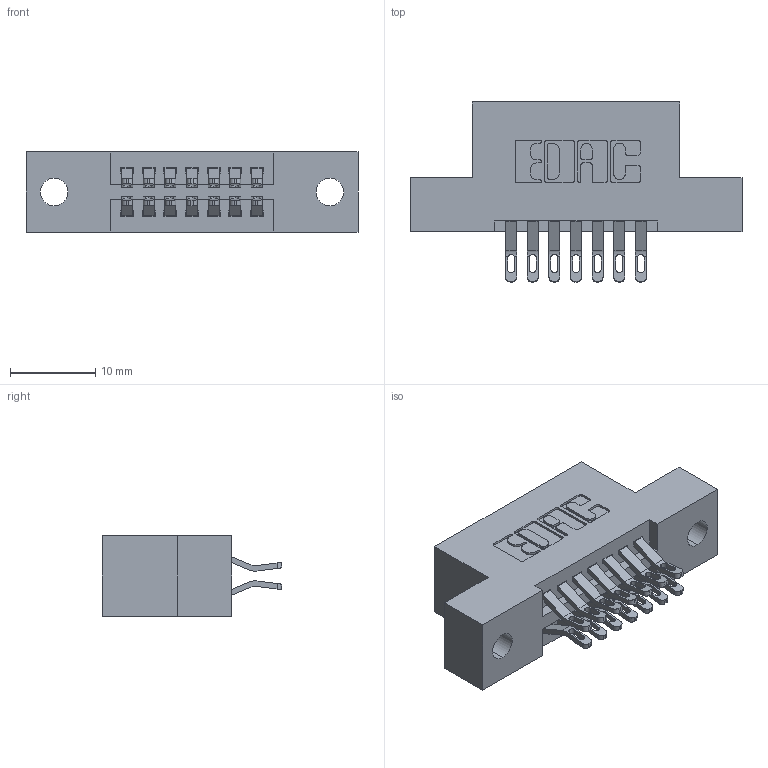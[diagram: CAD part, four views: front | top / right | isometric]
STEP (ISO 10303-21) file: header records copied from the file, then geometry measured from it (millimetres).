
FILE_DESCRIPTION (( 'STEP AP203' ), '1' );
FILE_NAME ('345-014-555-202.STEP', '2019-10-26T18:50:27', ( '' ), ( '' ), 'SwSTEP 2.0', 'SolidWorks 2016', '' );
FILE_SCHEMA (( 'CONFIG_CONTROL_DESIGN' ));
Length unit declared in the file: inch
Products named in the file (3): 345-292-001_555 Tail; 345 Part_Flush Mounting Lugs - 0.128 Dia; 345-014-555-202
Assembly tree (15 placements, depth 2):
  345-014-555-202
    345 Part_Flush Mounting Lugs - 0.128 Dia
    345-292-001_555 Tail  x14
Bounding box: 38.99 x 21.13 x 9.4 mm (x, y, z)
Volume: 3466.5 mm3; surface area: 4314.7 mm2
Topology: 15 solids, 15 shells, 910 faces, 2819 edges, 1878 vertices
Faces by surface type: plane 514, cylinder 396
Entity records: 10533 total; most frequent: CARTESIAN_POINT 1834, ORIENTED_EDGE 1738, DIRECTION 1629, EDGE_CURVE 869, VECTOR 689, LINE 689, VERTEX_POINT 578, AXIS2_PLACEMENT_3D 470
